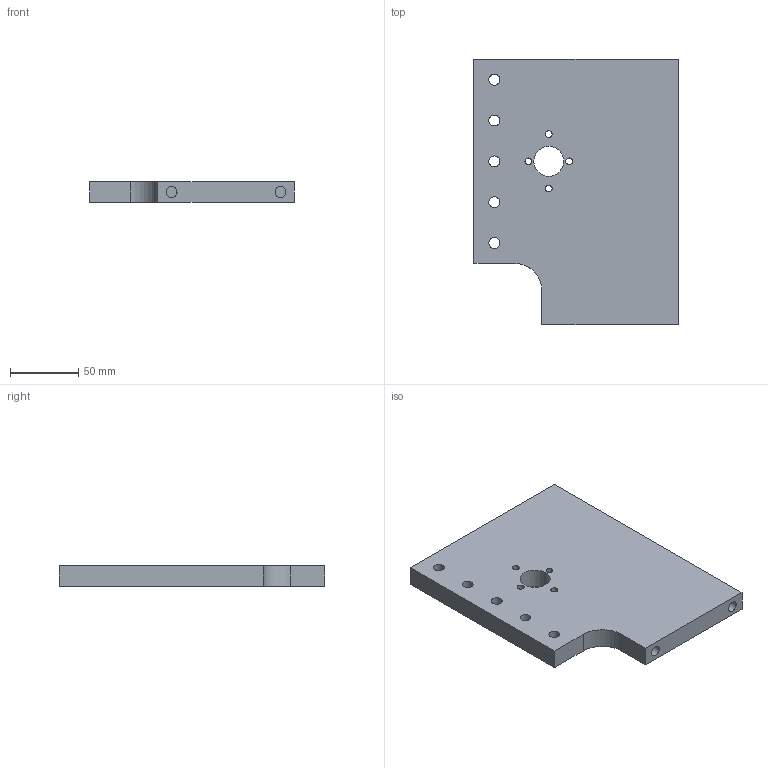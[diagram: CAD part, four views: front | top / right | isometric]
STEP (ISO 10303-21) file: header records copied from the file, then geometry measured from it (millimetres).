
FILE_DESCRIPTION(/* description */ (''),/* implementation_level */ '2;1');
FILE_NAME(/* name */ 'Support côté Gauche.stp',/* time_stamp */ '2022-01-19T13:00:47+01:00',/* author */ ('boby'),/* organization */ (''),/* preprocessor_version */ 'ST-DEVELOPER v16.5',/* originating_system */ 'Autodesk Inventor 2017',/* authorisation */ '');
FILE_SCHEMA (('AUTOMOTIVE_DESIGN { 1 0 10303 214 3 1 1 }'));
Length unit declared in the file: millimetre
Products named in the file (1): Support côté Gauche
Bounding box: 150 x 195 x 15 mm (x, y, z)
Volume: 393627 mm3; surface area: 67842.4 mm2
Topology: 1 solids, 1 shells, 23 faces, 67 edges, 48 vertices
Faces by surface type: cylinder 13, plane 10
Full cylindrical faces by diameter (mm): 5 x4, 8 x7, 22 x1
Entity records: 707 total; most frequent: DIRECTION 119, CARTESIAN_POINT 107, ORIENTED_EDGE 90, EDGE_LOOP 57, AXIS2_PLACEMENT_3D 50, EDGE_CURVE 45, VERTEX_POINT 38, FACE_BOUND 34
